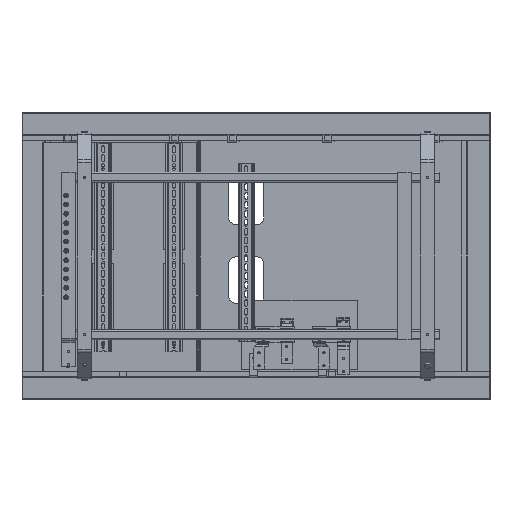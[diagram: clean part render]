
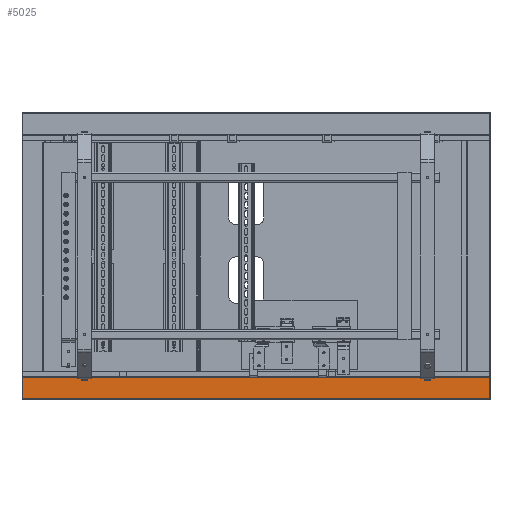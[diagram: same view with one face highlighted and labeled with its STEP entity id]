
A CAD part, left-side view. The second image highlights one B-rep face of the part: STEP entity #5025.
In plain terms, the highlighted planar face has unit normal (-1, 0, 0).
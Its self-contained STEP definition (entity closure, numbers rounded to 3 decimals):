
#1881 = EDGE_CURVE ( 'NONE', #28123, #22080, #55052, .T. ) ;
#4120 = CARTESIAN_POINT ( 'NONE',  ( 14.8, -12.8, 0. ) ) ;
#5025 = ADVANCED_FACE ( 'NONE', ( #57511 ), #31279, .F. ) ;
#5505 = ORIENTED_EDGE ( 'NONE', *, *, #8409, .T. ) ;
#6268 = EDGE_CURVE ( 'NONE', #10520, #29058, #16505, .T. ) ;
#7124 = DIRECTION ( 'NONE',  ( 0., 1., 0. ) ) ;
#7945 = CARTESIAN_POINT ( 'NONE',  ( 14.8, -12.8, 1008. ) ) ;
#8409 = EDGE_CURVE ( 'NONE', #29058, #22080, #42760, .T. ) ;
#9831 = ORIENTED_EDGE ( 'NONE', *, *, #51348, .F. ) ;
#10520 = VERTEX_POINT ( 'NONE', #17951 ) ;
#12534 = CARTESIAN_POINT ( 'NONE',  ( 14.8, -10.8, 1008. ) ) ;
#12841 = LINE ( 'NONE', #12534, #19299 ) ;
#14048 = CARTESIAN_POINT ( 'NONE',  ( 14.8, -10.8, 0. ) ) ;
#14954 = AXIS2_PLACEMENT_3D ( 'NONE', #44113, #35849, #7124 ) ;
#16505 = LINE ( 'NONE', #7945, #53940 ) ;
#17951 = CARTESIAN_POINT ( 'NONE',  ( 14.8, -12.8, 1008. ) ) ;
#18380 = EDGE_LOOP ( 'NONE', ( #5505, #43660, #9831, #26110 ) ) ;
#18659 = DIRECTION ( 'NONE',  ( 0., -1., 0. ) ) ;
#19299 = VECTOR ( 'NONE', #44936, 1000. ) ;
#22080 = VERTEX_POINT ( 'NONE', #59709 ) ;
#26110 = ORIENTED_EDGE ( 'NONE', *, *, #6268, .T. ) ;
#28123 = VERTEX_POINT ( 'NONE', #44673 ) ;
#28599 = VECTOR ( 'NONE', #31258, 1000. ) ;
#29058 = VERTEX_POINT ( 'NONE', #4120 ) ;
#31258 = DIRECTION ( 'NONE',  ( 0., 0., -1. ) ) ;
#31279 = PLANE ( 'NONE',  #14954 ) ;
#32018 = VECTOR ( 'NONE', #18659, 1000. ) ;
#35849 = DIRECTION ( 'NONE',  ( 1., 0., 0. ) ) ;
#36061 = DIRECTION ( 'NONE',  ( 0., 0., -1. ) ) ;
#42760 = LINE ( 'NONE', #14048, #32018 ) ;
#43660 = ORIENTED_EDGE ( 'NONE', *, *, #1881, .F. ) ;
#44113 = CARTESIAN_POINT ( 'NONE',  ( 14.8, -10.8, 1008. ) ) ;
#44673 = CARTESIAN_POINT ( 'NONE',  ( 14.8, -58.8, 1008. ) ) ;
#44936 = DIRECTION ( 'NONE',  ( 0., -1., 0. ) ) ;
#51348 = EDGE_CURVE ( 'NONE', #10520, #28123, #12841, .T. ) ;
#53940 = VECTOR ( 'NONE', #36061, 1000. ) ;
#55052 = LINE ( 'NONE', #59010, #28599 ) ;
#57511 = FACE_OUTER_BOUND ( 'NONE', #18380, .T. ) ;
#59010 = CARTESIAN_POINT ( 'NONE',  ( 14.8, -58.8, 1008. ) ) ;
#59709 = CARTESIAN_POINT ( 'NONE',  ( 14.8, -58.8, 0. ) ) ;
